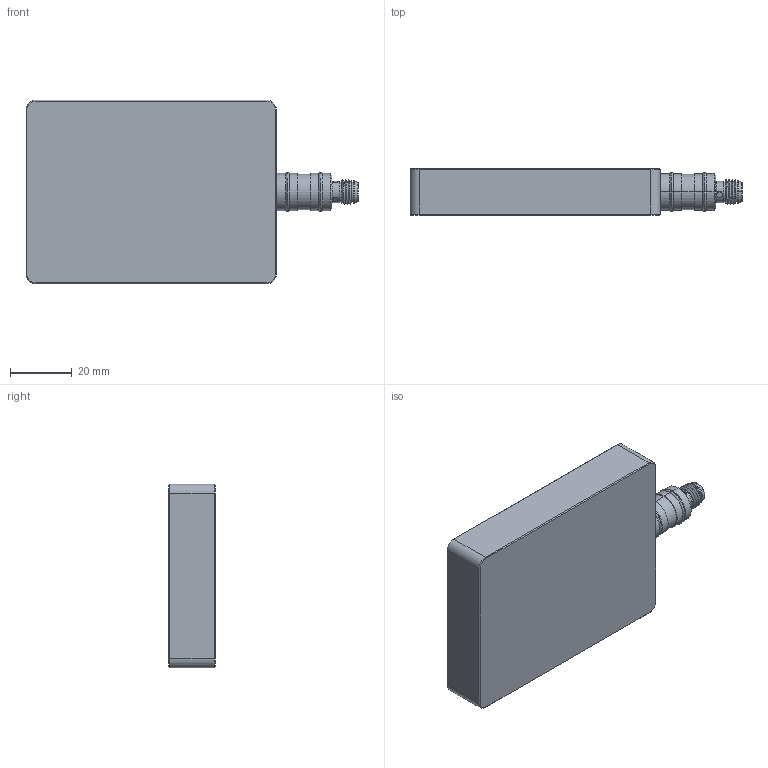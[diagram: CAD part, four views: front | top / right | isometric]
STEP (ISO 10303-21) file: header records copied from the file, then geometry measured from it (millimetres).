
FILE_DESCRIPTION (( 'STEP AP203' ), '1' );
FILE_NAME ('BLS-R-050-050-D12_outline.STEP', '2020-11-05T10:24:34', ( '' ), ( '' ), 'SwSTEP 2.0', 'SolidWorks 2020', '' );
FILE_SCHEMA (( 'CONFIG_CONTROL_DESIGN' ));
Length unit declared in the file: millimetre
Products named in the file (5): BLS-R-050-050-D12_outline; BLS-R-050-050-70-00-001; 09-3415-41-04; O-Ring_10x1_MVQ70_montiert; BLS-R-050-050-70-00-005
Assembly tree (5 placements, depth 2):
  BLS-R-050-050-D12_outline
    BLS-R-050-050-70-00-001
    BLS-R-050-050-70-00-005
    O-Ring_10x1_MVQ70_montiert  x2
    09-3415-41-04
Bounding box: 107.5 x 15 x 59.5 mm (x, y, z)
Volume: 39980.2 mm3; surface area: 29217.8 mm2
Topology: 5 solids, 5 shells, 306 faces, 780 edges, 501 vertices
Faces by surface type: cylinder 150, plane 105, cone 24, torus 16, bspline 11
Entity records: 10969 total; most frequent: CARTESIAN_POINT 3087, DIRECTION 1577, ORIENTED_EDGE 1528, EDGE_CURVE 764, AXIS2_PLACEMENT_3D 621, VERTEX_POINT 497, LINE 335, VECTOR 335
